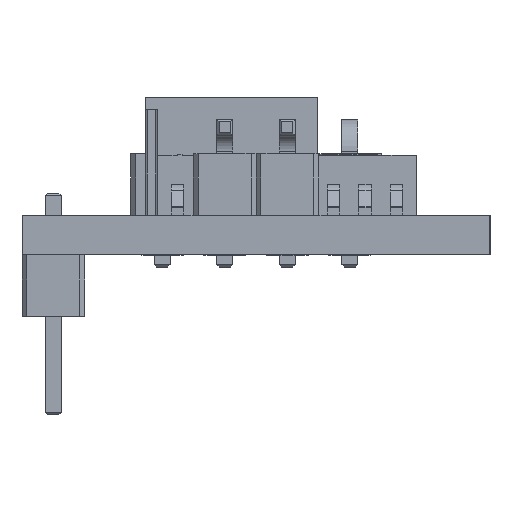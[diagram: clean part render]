
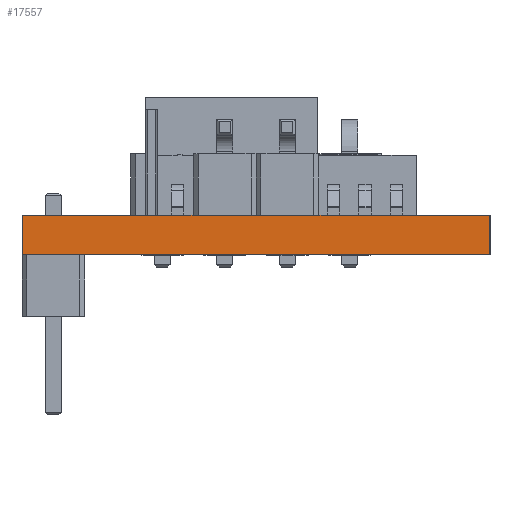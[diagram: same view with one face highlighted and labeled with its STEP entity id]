
A CAD part, left-side view. The second image highlights one B-rep face of the part: STEP entity #17557.
In plain terms, the highlighted planar face has unit normal (-1, 0, 0).
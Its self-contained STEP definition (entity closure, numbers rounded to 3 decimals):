
#976=ORIENTED_EDGE('',*,*,#5301,.T.);
#977=ORIENTED_EDGE('',*,*,#5302,.F.);
#978=ORIENTED_EDGE('',*,*,#5243,.F.);
#979=ORIENTED_EDGE('',*,*,#5303,.F.);
#980=ORIENTED_EDGE('',*,*,#5304,.F.);
#981=ORIENTED_EDGE('',*,*,#5305,.T.);
#982=ORIENTED_EDGE('',*,*,#5281,.F.);
#983=ORIENTED_EDGE('',*,*,#5306,.F.);
#984=ORIENTED_EDGE('',*,*,#5307,.F.);
#985=ORIENTED_EDGE('',*,*,#5308,.T.);
#986=ORIENTED_EDGE('',*,*,#5239,.F.);
#987=ORIENTED_EDGE('',*,*,#5294,.T.);
#5239=EDGE_CURVE('',#7405,#7406,#8846,.T.);
#5243=EDGE_CURVE('',#7409,#7410,#8850,.T.);
#5281=EDGE_CURVE('',#7447,#7445,#8868,.T.);
#5294=EDGE_CURVE('',#7405,#7456,#8879,.T.);
#5301=EDGE_CURVE('',#7456,#7461,#8886,.T.);
#5302=EDGE_CURVE('',#7410,#7461,#8887,.T.);
#5303=EDGE_CURVE('',#7462,#7409,#8888,.T.);
#5304=EDGE_CURVE('',#7463,#7462,#8889,.T.);
#5305=EDGE_CURVE('',#7463,#7445,#8890,.T.);
#5306=EDGE_CURVE('',#7464,#7447,#8891,.T.);
#5307=EDGE_CURVE('',#7465,#7464,#8892,.T.);
#5308=EDGE_CURVE('',#7465,#7406,#8893,.T.);
#7405=VERTEX_POINT('',#24035);
#7406=VERTEX_POINT('',#24037);
#7409=VERTEX_POINT('',#24043);
#7410=VERTEX_POINT('',#24045);
#7445=VERTEX_POINT('',#24118);
#7447=VERTEX_POINT('',#24122);
#7456=VERTEX_POINT('',#24146);
#7461=VERTEX_POINT('',#24160);
#7462=VERTEX_POINT('',#24163);
#7463=VERTEX_POINT('',#24165);
#7464=VERTEX_POINT('',#24168);
#7465=VERTEX_POINT('',#24170);
#8846=LINE('',#24036,#10666);
#8850=LINE('',#24044,#10670);
#8868=LINE('',#24123,#10688);
#8879=LINE('',#24147,#10699);
#8886=LINE('',#24159,#10706);
#8887=LINE('',#24161,#10707);
#8888=LINE('',#24162,#10708);
#8889=LINE('',#24164,#10709);
#8890=LINE('',#24166,#10710);
#8891=LINE('',#24167,#10711);
#8892=LINE('',#24169,#10712);
#8893=LINE('',#24171,#10713);
#10666=VECTOR('',#19545,1000.);
#10670=VECTOR('',#19549,1000.);
#10688=VECTOR('',#19613,1000.);
#10699=VECTOR('',#19632,1000.);
#10706=VECTOR('',#19641,1000.);
#10707=VECTOR('',#19642,1000.);
#10708=VECTOR('',#19643,1000.);
#10709=VECTOR('',#19644,1000.);
#10710=VECTOR('',#19645,1000.);
#10711=VECTOR('',#19646,1000.);
#10712=VECTOR('',#19647,1000.);
#10713=VECTOR('',#19648,1000.);
#12455=EDGE_LOOP('',(#976,#977,#978,#979,#980,#981,#982,#983,#984,#985,
#986,#987));
#13449=FACE_BOUND('',#12455,.T.);
#14405=PLANE('',#18454);
#17557=ADVANCED_FACE('',(#13449),#14405,.F.);
#18454=AXIS2_PLACEMENT_3D('',#24158,#19639,#19640);
#19545=DIRECTION('',(0.,0.,-1.));
#19549=DIRECTION('',(0.,0.,-1.));
#19613=DIRECTION('',(0.,0.,-1.));
#19632=DIRECTION('',(0.,1.,0.));
#19639=DIRECTION('',(1.,0.,0.));
#19640=DIRECTION('',(0.,0.,-1.));
#19641=DIRECTION('',(0.,0.,-1.));
#19642=DIRECTION('',(0.,1.,0.));
#19643=DIRECTION('',(0.,1.,0.));
#19644=DIRECTION('',(0.,0.,-1.));
#19645=DIRECTION('',(0.,1.,0.));
#19646=DIRECTION('',(0.,1.,0.));
#19647=DIRECTION('',(0.,0.,-1.));
#19648=DIRECTION('',(0.,1.,0.));
#24035=CARTESIAN_POINT('',(-20.75,-1.6,9.5));
#24036=CARTESIAN_POINT('',(-20.75,-1.6,9.5));
#24037=CARTESIAN_POINT('',(-20.75,-1.6,2.74));
#24043=CARTESIAN_POINT('',(-20.75,-1.6,-2.74));
#24044=CARTESIAN_POINT('',(-20.75,-1.6,9.5));
#24045=CARTESIAN_POINT('',(-20.75,-1.6,-9.5));
#24118=CARTESIAN_POINT('',(-20.75,-1.6,-2.54));
#24122=CARTESIAN_POINT('',(-20.75,-1.6,2.54));
#24123=CARTESIAN_POINT('',(-20.75,-1.6,9.5));
#24146=CARTESIAN_POINT('',(-20.75,0.,9.5));
#24147=CARTESIAN_POINT('',(-20.75,-1.6,9.5));
#24158=CARTESIAN_POINT('',(-20.75,-1.6,9.5));
#24159=CARTESIAN_POINT('',(-20.75,0.,9.5));
#24160=CARTESIAN_POINT('',(-20.75,0.,-9.5));
#24161=CARTESIAN_POINT('',(-20.75,-1.6,-9.5));
#24162=CARTESIAN_POINT('',(-20.75,-1.61,-2.74));
#24163=CARTESIAN_POINT('',(-20.75,-1.61,-2.74));
#24164=CARTESIAN_POINT('',(-20.75,-1.61,-2.54));
#24165=CARTESIAN_POINT('',(-20.75,-1.61,-2.54));
#24166=CARTESIAN_POINT('',(-20.75,-1.61,-2.54));
#24167=CARTESIAN_POINT('',(-20.75,-1.61,2.54));
#24168=CARTESIAN_POINT('',(-20.75,-1.61,2.54));
#24169=CARTESIAN_POINT('',(-20.75,-1.61,2.74));
#24170=CARTESIAN_POINT('',(-20.75,-1.61,2.74));
#24171=CARTESIAN_POINT('',(-20.75,-1.61,2.74));
